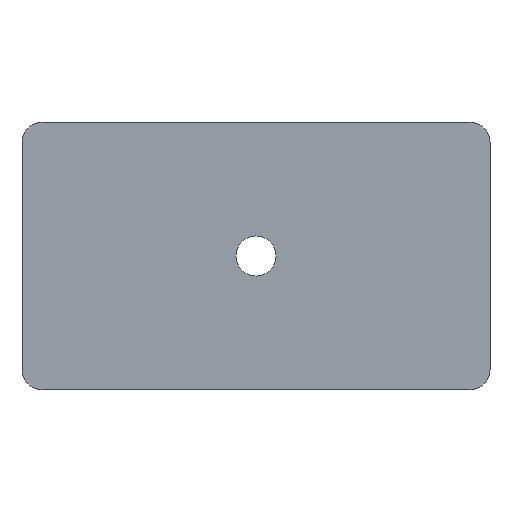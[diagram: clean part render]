
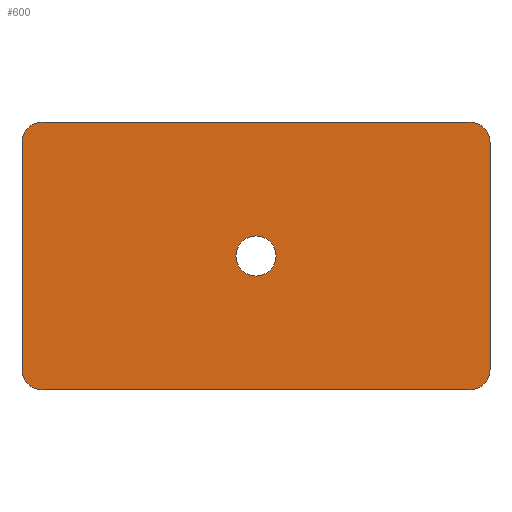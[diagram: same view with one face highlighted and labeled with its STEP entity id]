
A CAD part, front view. The second image highlights one B-rep face of the part: STEP entity #600.
In plain terms, the highlighted planar face has unit normal (0, -1, 0).
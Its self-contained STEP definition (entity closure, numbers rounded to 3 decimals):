
#19=FACE_BOUND('',#114,.T.);
#35=PLANE('',#673);
#80=FACE_OUTER_BOUND('',#113,.T.);
#113=EDGE_LOOP('',(#560,#561,#562,#563,#564,#565,#566,#567));
#114=EDGE_LOOP('',(#568));
#150=LINE('',#989,#206);
#160=LINE('',#1024,#216);
#165=LINE('',#1039,#221);
#170=LINE('',#1052,#226);
#206=VECTOR('',#771,10.);
#216=VECTOR('',#807,10.);
#221=VECTOR('',#826,10.);
#226=VECTOR('',#847,10.);
#229=CIRCLE('',#619,3.);
#247=CIRCLE('',#651,3.);
#252=CIRCLE('',#659,3.);
#253=CIRCLE('',#661,3.);
#254=CIRCLE('',#663,3.);
#257=VERTEX_POINT('',#858);
#294=VERTEX_POINT('',#986);
#295=VERTEX_POINT('',#988);
#300=VERTEX_POINT('',#1003);
#301=VERTEX_POINT('',#1005);
#307=VERTEX_POINT('',#1023);
#308=VERTEX_POINT('',#1027);
#309=VERTEX_POINT('',#1031);
#310=VERTEX_POINT('',#1035);
#315=EDGE_CURVE('',#257,#257,#229,.T.);
#364=EDGE_CURVE('',#295,#294,#150,.T.);
#373=EDGE_CURVE('',#300,#301,#247,.T.);
#383=EDGE_CURVE('',#307,#301,#160,.T.);
#385=EDGE_CURVE('',#307,#308,#252,.T.);
#387=EDGE_CURVE('',#295,#309,#253,.T.);
#390=EDGE_CURVE('',#310,#294,#254,.T.);
#391=EDGE_CURVE('',#310,#308,#165,.T.);
#396=EDGE_CURVE('',#300,#309,#170,.T.);
#560=ORIENTED_EDGE('',*,*,#373,.F.);
#561=ORIENTED_EDGE('',*,*,#396,.T.);
#562=ORIENTED_EDGE('',*,*,#387,.F.);
#563=ORIENTED_EDGE('',*,*,#364,.T.);
#564=ORIENTED_EDGE('',*,*,#390,.F.);
#565=ORIENTED_EDGE('',*,*,#391,.T.);
#566=ORIENTED_EDGE('',*,*,#385,.F.);
#567=ORIENTED_EDGE('',*,*,#383,.T.);
#568=ORIENTED_EDGE('',*,*,#315,.T.);
#600=ADVANCED_FACE('',(#80,#19),#35,.F.);
#619=AXIS2_PLACEMENT_3D('',#860,#686,#687);
#651=AXIS2_PLACEMENT_3D('',#1006,#788,#789);
#659=AXIS2_PLACEMENT_3D('',#1028,#811,#812);
#661=AXIS2_PLACEMENT_3D('',#1032,#816,#817);
#663=AXIS2_PLACEMENT_3D('',#1037,#822,#823);
#673=AXIS2_PLACEMENT_3D('',#1053,#848,#849);
#686=DIRECTION('center_axis',(0.,1.,0.));
#687=DIRECTION('ref_axis',(-1.,0.,0.));
#771=DIRECTION('',(1.,0.,0.));
#788=DIRECTION('center_axis',(0.,1.,0.));
#789=DIRECTION('ref_axis',(-0.707,0.,0.707));
#807=DIRECTION('',(-1.,0.,0.));
#811=DIRECTION('center_axis',(0.,1.,0.));
#812=DIRECTION('ref_axis',(0.707,0.,0.707));
#816=DIRECTION('center_axis',(0.,1.,0.));
#817=DIRECTION('ref_axis',(-0.707,0.,-0.707));
#822=DIRECTION('center_axis',(0.,1.,0.));
#823=DIRECTION('ref_axis',(0.707,0.,-0.707));
#826=DIRECTION('',(0.,0.,1.));
#847=DIRECTION('',(0.,0.,-1.));
#848=DIRECTION('center_axis',(0.,1.,0.));
#849=DIRECTION('ref_axis',(1.,0.,0.));
#858=CARTESIAN_POINT('',(3.,0.,0.));
#860=CARTESIAN_POINT('Origin',(0.,0.,0.));
#986=CARTESIAN_POINT('',(32.,0.,-20.));
#988=CARTESIAN_POINT('',(-32.,0.,-20.));
#989=CARTESIAN_POINT('',(-35.,0.,-20.));
#1003=CARTESIAN_POINT('',(-35.,0.,17.));
#1005=CARTESIAN_POINT('',(-32.,0.,20.));
#1006=CARTESIAN_POINT('Origin',(-32.,0.,17.));
#1023=CARTESIAN_POINT('',(32.,0.,20.));
#1024=CARTESIAN_POINT('',(35.,0.,20.));
#1027=CARTESIAN_POINT('',(35.,0.,17.));
#1028=CARTESIAN_POINT('Origin',(32.,0.,17.));
#1031=CARTESIAN_POINT('',(-35.,0.,-17.));
#1032=CARTESIAN_POINT('Origin',(-32.,0.,-17.));
#1035=CARTESIAN_POINT('',(35.,0.,-17.));
#1037=CARTESIAN_POINT('Origin',(32.,0.,-17.));
#1039=CARTESIAN_POINT('',(35.,0.,-20.));
#1052=CARTESIAN_POINT('',(-35.,0.,20.));
#1053=CARTESIAN_POINT('Origin',(0.,0.,0.));
